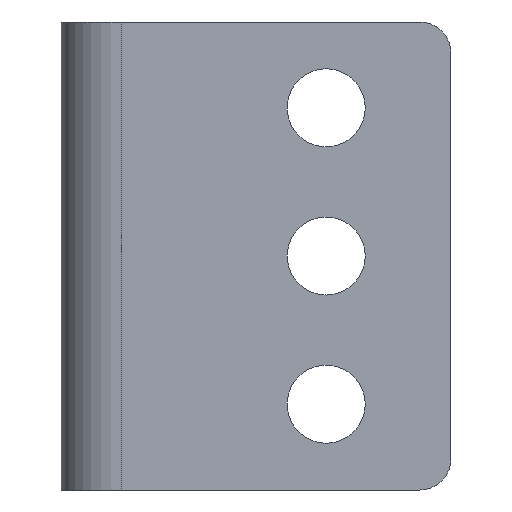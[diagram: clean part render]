
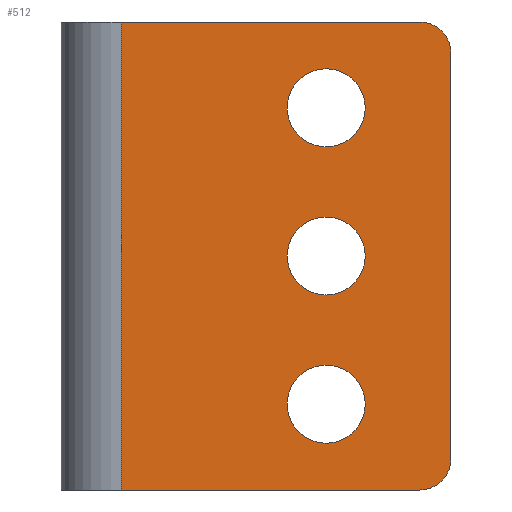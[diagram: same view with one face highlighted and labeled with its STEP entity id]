
A CAD part, front view. The second image highlights one B-rep face of the part: STEP entity #512.
In plain terms, the highlighted planar face has unit normal (0, -1, 0).
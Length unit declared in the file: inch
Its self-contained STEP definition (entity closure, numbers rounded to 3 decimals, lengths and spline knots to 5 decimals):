
#1=CARTESIAN_POINT('',(0.90551,0.,1.10236));
#2=DIRECTION('',(0.,-1.,0.));
#3=DIRECTION('',(1.,0.,0.));
#4=AXIS2_PLACEMENT_3D('',#1,#2,#3);
#6=CARTESIAN_POINT('',(0.90551,0.,0.07874));
#7=DIRECTION('',(0.,-1.,0.));
#8=DIRECTION('',(0.,0.,-1.));
#9=AXIS2_PLACEMENT_3D('',#6,#7,#8);
#11=CARTESIAN_POINT('',(0.66929,0.,0.21654));
#12=DIRECTION('',(0.,1.,0.));
#13=DIRECTION('',(-1.,0.,0.));
#14=AXIS2_PLACEMENT_3D('',#11,#12,#13);
#16=CARTESIAN_POINT('',(0.66929,0.,0.21654));
#17=DIRECTION('',(0.,1.,0.));
#18=DIRECTION('',(1.,0.,0.));
#19=AXIS2_PLACEMENT_3D('',#16,#17,#18);
#21=CARTESIAN_POINT('',(0.66929,0.,0.96457));
#22=DIRECTION('',(0.,1.,0.));
#23=DIRECTION('',(-1.,0.,0.));
#24=AXIS2_PLACEMENT_3D('',#21,#22,#23);
#26=CARTESIAN_POINT('',(0.66929,0.,0.96457));
#27=DIRECTION('',(0.,1.,0.));
#28=DIRECTION('',(1.,0.,0.));
#29=AXIS2_PLACEMENT_3D('',#26,#27,#28);
#31=CARTESIAN_POINT('',(0.66929,0.,0.59055));
#32=DIRECTION('',(0.,1.,0.));
#33=DIRECTION('',(-1.,0.,0.));
#34=AXIS2_PLACEMENT_3D('',#31,#32,#33);
#36=CARTESIAN_POINT('',(0.66929,0.,0.59055));
#37=DIRECTION('',(0.,1.,0.));
#38=DIRECTION('',(1.,0.,0.));
#39=AXIS2_PLACEMENT_3D('',#36,#37,#38);
#45=DIRECTION('',(1.,0.,0.));
#46=VECTOR('',#45,0.75283);
#47=CARTESIAN_POINT('',(0.15268,0.,1.1811));
#48=LINE('',#47,#46);
#70=DIRECTION('',(0.,0.,1.));
#71=VECTOR('',#70,1.1811);
#72=CARTESIAN_POINT('',(0.15268,0.,0.));
#73=LINE('',#72,#71);
#142=DIRECTION('',(1.,0.,0.));
#143=VECTOR('',#142,0.75283);
#144=CARTESIAN_POINT('',(0.15268,0.,0.));
#145=LINE('',#144,#143);
#158=DIRECTION('',(0.,0.,1.));
#159=VECTOR('',#158,1.02362);
#160=CARTESIAN_POINT('',(0.98425,0.,0.07874));
#161=LINE('',#160,#159);
#375=CARTESIAN_POINT('',(0.15268,0.,1.1811));
#376=VERTEX_POINT('',#375);
#377=CARTESIAN_POINT('',(0.15268,0.,0.));
#378=VERTEX_POINT('',#377);
#395=CARTESIAN_POINT('',(0.98425,0.,1.10236));
#396=CARTESIAN_POINT('',(0.90551,0.,1.1811));
#397=VERTEX_POINT('',#395);
#398=VERTEX_POINT('',#396);
#403=CARTESIAN_POINT('',(0.90551,0.,0.));
#404=CARTESIAN_POINT('',(0.98425,0.,0.07874));
#405=VERTEX_POINT('',#403);
#406=VERTEX_POINT('',#404);
#411=CARTESIAN_POINT('',(0.57087,0.,0.21654));
#412=CARTESIAN_POINT('',(0.76772,0.,0.21654));
#413=VERTEX_POINT('',#411);
#414=VERTEX_POINT('',#412);
#415=CARTESIAN_POINT('',(0.57087,0.,0.96457));
#416=CARTESIAN_POINT('',(0.76772,0.,0.96457));
#417=VERTEX_POINT('',#415);
#418=VERTEX_POINT('',#416);
#419=CARTESIAN_POINT('',(0.57087,0.,0.59055));
#420=CARTESIAN_POINT('',(0.76772,0.,0.59055));
#421=VERTEX_POINT('',#419);
#422=VERTEX_POINT('',#420);
#475=CARTESIAN_POINT('',(0.,0.,0.));
#476=DIRECTION('',(0.,-1.,0.));
#477=DIRECTION('',(1.,0.,0.));
#478=AXIS2_PLACEMENT_3D('',#475,#476,#477);
#479=PLANE('',#478);
#481=ORIENTED_EDGE('',*,*,#480,.F.);
#483=ORIENTED_EDGE('',*,*,#482,.F.);
#485=ORIENTED_EDGE('',*,*,#484,.F.);
#487=ORIENTED_EDGE('',*,*,#486,.F.);
#489=ORIENTED_EDGE('',*,*,#488,.T.);
#491=ORIENTED_EDGE('',*,*,#490,.T.);
#492=EDGE_LOOP('',(#481,#483,#485,#487,#489,#491));
#493=FACE_OUTER_BOUND('',#492,.F.);
#495=ORIENTED_EDGE('',*,*,#494,.F.);
#497=ORIENTED_EDGE('',*,*,#496,.F.);
#498=EDGE_LOOP('',(#495,#497));
#499=FACE_BOUND('',#498,.F.);
#501=ORIENTED_EDGE('',*,*,#500,.F.);
#503=ORIENTED_EDGE('',*,*,#502,.F.);
#504=EDGE_LOOP('',(#501,#503));
#505=FACE_BOUND('',#504,.F.);
#507=ORIENTED_EDGE('',*,*,#506,.F.);
#509=ORIENTED_EDGE('',*,*,#508,.F.);
#510=EDGE_LOOP('',(#507,#509));
#511=FACE_BOUND('',#510,.F.);
#512=ADVANCED_FACE('',(#493,#499,#505,#511),#479,.T.);
#5=CIRCLE('',#4,0.07874);
#10=CIRCLE('',#9,0.07874);
#15=CIRCLE('',#14,0.09843);
#20=CIRCLE('',#19,0.09843);
#25=CIRCLE('',#24,0.09843);
#30=CIRCLE('',#29,0.09843);
#35=CIRCLE('',#34,0.09843);
#40=CIRCLE('',#39,0.09843);
#480=EDGE_CURVE('',#397,#398,#5,.T.);
#482=EDGE_CURVE('',#406,#397,#161,.T.);
#484=EDGE_CURVE('',#405,#406,#10,.T.);
#486=EDGE_CURVE('',#378,#405,#145,.T.);
#488=EDGE_CURVE('',#378,#376,#73,.T.);
#490=EDGE_CURVE('',#376,#398,#48,.T.);
#494=EDGE_CURVE('',#413,#414,#15,.T.);
#496=EDGE_CURVE('',#414,#413,#20,.T.);
#500=EDGE_CURVE('',#417,#418,#25,.T.);
#502=EDGE_CURVE('',#418,#417,#30,.T.);
#506=EDGE_CURVE('',#421,#422,#35,.T.);
#508=EDGE_CURVE('',#422,#421,#40,.T.);
